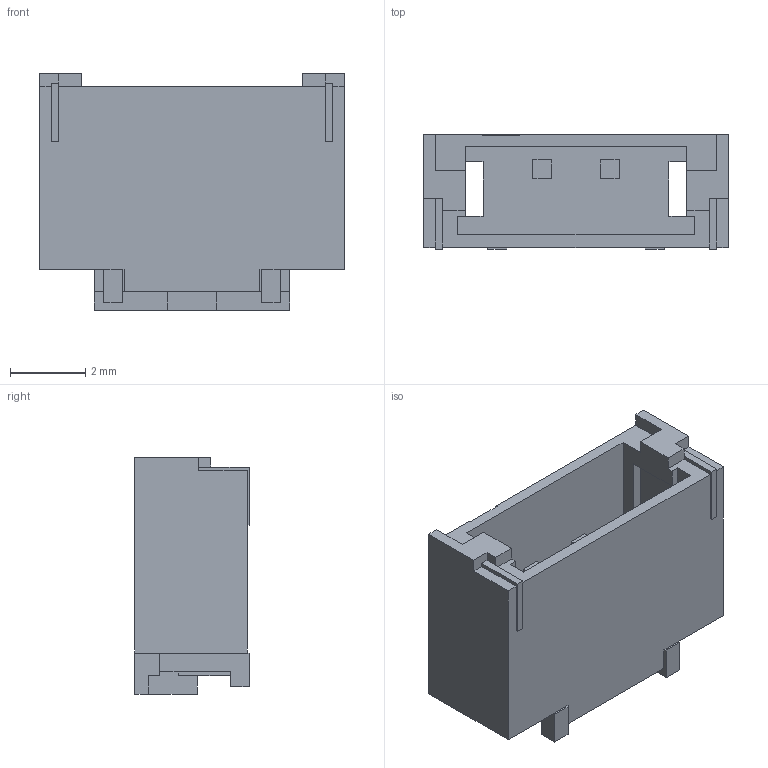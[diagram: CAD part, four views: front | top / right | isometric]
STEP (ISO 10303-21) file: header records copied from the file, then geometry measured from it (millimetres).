
FILE_DESCRIPTION(/* description */ ('STEP AP214'),/* implementation_level */ '2;1');
FILE_NAME(/* name */ '612d1c58a2f3bf2d04eea62c',/* time_stamp */ '2021-08-30T17:58:49+00:00',/* author */ (''),/* organization */ (''),/* preprocessor_version */ 'ST-DEVELOPER v18.1',/* originating_system */ ' ',/* authorisation */ ' ');
FILE_SCHEMA (('AUTOMOTIVE_DESIGN {1 0 10303 214 3 1 1}'));
Length unit declared in the file: metre
Products named in the file (1): SM02B-LEASS-TF(LF)(SN)
Bounding box: 8.1 x 3.05 x 6.3 mm (x, y, z)
Volume: 68.9 mm3; surface area: 267.6 mm2
Topology: 1 solids, 1 shells, 99 faces, 281 edges, 184 vertices
Faces by surface type: plane 99
Entity records: 3420 total; most frequent: CARTESIAN_POINT 565, ORIENTED_EDGE 562, DIRECTION 481, EDGE_CURVE 281, LINE 281, VECTOR 281, VERTEX_POINT 184, EDGE_LOOP 103
